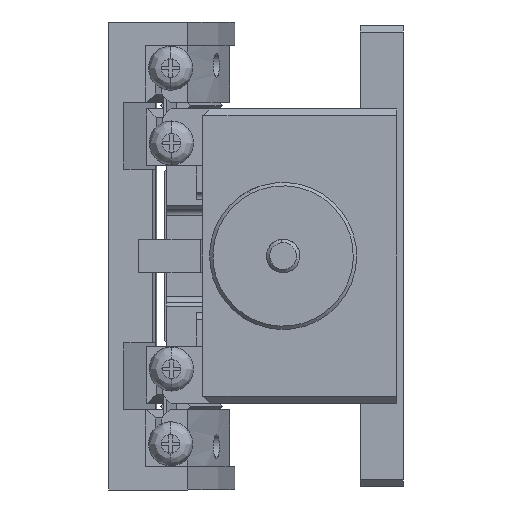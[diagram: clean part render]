
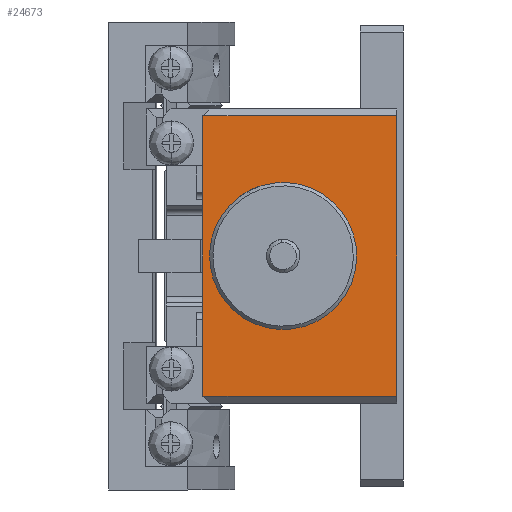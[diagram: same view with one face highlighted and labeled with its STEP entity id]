
A CAD part, left-side view. The second image highlights one B-rep face of the part: STEP entity #24673.
In plain terms, the highlighted face is planar.
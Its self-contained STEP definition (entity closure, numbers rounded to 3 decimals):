
#286 = CARTESIAN_POINT ( 'NONE',  ( -5., 0., 6.5 ) ) ;
#557 = DIRECTION ( 'NONE',  ( 0., 0., 1. ) ) ;
#1158 = LINE ( 'NONE', #3193, #23965 ) ;
#1276 = AXIS2_PLACEMENT_3D ( 'NONE', #4986, #7069, #12841 ) ;
#1429 = DIRECTION ( 'NONE',  ( -1., 0., 0. ) ) ;
#1461 = CARTESIAN_POINT ( 'NONE',  ( 0., 0., 6.5 ) ) ;
#1862 = EDGE_LOOP ( 'NONE', ( #20559, #8324 ) ) ;
#2293 = DIRECTION ( 'NONE',  ( 1., 0., 0. ) ) ;
#2469 = EDGE_LOOP ( 'NONE', ( #13601, #10145, #4835, #6835 ) ) ;
#3193 = CARTESIAN_POINT ( 'NONE',  ( 21., 0., 6.5 ) ) ;
#3671 = CARTESIAN_POINT ( 'NONE',  ( -21., -17., 6.5 ) ) ;
#3794 = EDGE_CURVE ( 'NONE', #7769, #22781, #1158, .T. ) ;
#4501 = CARTESIAN_POINT ( 'NONE',  ( 0., 0., 6.5 ) ) ;
#4835 = ORIENTED_EDGE ( 'NONE', *, *, #12056, .T. ) ;
#4986 = CARTESIAN_POINT ( 'NONE',  ( 0., 0., 6.5 ) ) ;
#5769 = LINE ( 'NONE', #11940, #19525 ) ;
#6835 = ORIENTED_EDGE ( 'NONE', *, *, #13679, .T. ) ;
#7044 = VERTEX_POINT ( 'NONE', #17126 ) ;
#7069 = DIRECTION ( 'NONE',  ( 0., 0., -1. ) ) ;
#7769 = VERTEX_POINT ( 'NONE', #11404 ) ;
#8324 = ORIENTED_EDGE ( 'NONE', *, *, #19448, .F. ) ;
#8843 = DIRECTION ( 'NONE',  ( 0., -1., 0. ) ) ;
#10145 = ORIENTED_EDGE ( 'NONE', *, *, #3794, .T. ) ;
#11404 = CARTESIAN_POINT ( 'NONE',  ( 21., -17., 6.5 ) ) ;
#11509 = CIRCLE ( 'NONE', #13531, 5. ) ;
#11684 = VECTOR ( 'NONE', #8843, 1000. ) ;
#11940 = CARTESIAN_POINT ( 'NONE',  ( -22., -17., 6.5 ) ) ;
#12056 = EDGE_CURVE ( 'NONE', #22781, #7044, #12992, .T. ) ;
#12841 = DIRECTION ( 'NONE',  ( -1., 0., 0. ) ) ;
#12869 = AXIS2_PLACEMENT_3D ( 'NONE', #4501, #557, #16635 ) ;
#12992 = LINE ( 'NONE', #13231, #15673 ) ;
#13180 = EDGE_CURVE ( 'NONE', #20693, #17417, #16584, .T. ) ;
#13231 = CARTESIAN_POINT ( 'NONE',  ( -22., 12., 6.5 ) ) ;
#13531 = AXIS2_PLACEMENT_3D ( 'NONE', #1461, #24718, #15193 ) ;
#13601 = ORIENTED_EDGE ( 'NONE', *, *, #23275, .T. ) ;
#13679 = EDGE_CURVE ( 'NONE', #7044, #22354, #17813, .T. ) ;
#14760 = FACE_BOUND ( 'NONE', #1862, .T. ) ;
#15193 = DIRECTION ( 'NONE',  ( 1., 0., 0. ) ) ;
#15673 = VECTOR ( 'NONE', #1429, 1000. ) ;
#16392 = CARTESIAN_POINT ( 'NONE',  ( 21., 12., 6.5 ) ) ;
#16584 = CIRCLE ( 'NONE', #12869, 5. ) ;
#16635 = DIRECTION ( 'NONE',  ( 1., 0., 0. ) ) ;
#17126 = CARTESIAN_POINT ( 'NONE',  ( -21., 12., 6.5 ) ) ;
#17345 = FACE_OUTER_BOUND ( 'NONE', #2469, .T. ) ;
#17417 = VERTEX_POINT ( 'NONE', #23283 ) ;
#17813 = LINE ( 'NONE', #18580, #11684 ) ;
#18580 = CARTESIAN_POINT ( 'NONE',  ( -21., 0., 6.5 ) ) ;
#18880 = DIRECTION ( 'NONE',  ( 0., 1., 0. ) ) ;
#19448 = EDGE_CURVE ( 'NONE', #17417, #20693, #11509, .T. ) ;
#19525 = VECTOR ( 'NONE', #2293, 1000. ) ;
#20559 = ORIENTED_EDGE ( 'NONE', *, *, #13180, .F. ) ;
#20693 = VERTEX_POINT ( 'NONE', #286 ) ;
#22354 = VERTEX_POINT ( 'NONE', #3671 ) ;
#22633 = PLANE ( 'NONE',  #1276 ) ;
#22781 = VERTEX_POINT ( 'NONE', #16392 ) ;
#23275 = EDGE_CURVE ( 'NONE', #22354, #7769, #5769, .T. ) ;
#23283 = CARTESIAN_POINT ( 'NONE',  ( 5., 0., 6.5 ) ) ;
#23965 = VECTOR ( 'NONE', #18880, 1000. ) ;
#24673 = ADVANCED_FACE ( 'NONE', ( #17345, #14760 ), #22633, .F. ) ;
#24718 = DIRECTION ( 'NONE',  ( 0., 0., 1. ) ) ;
